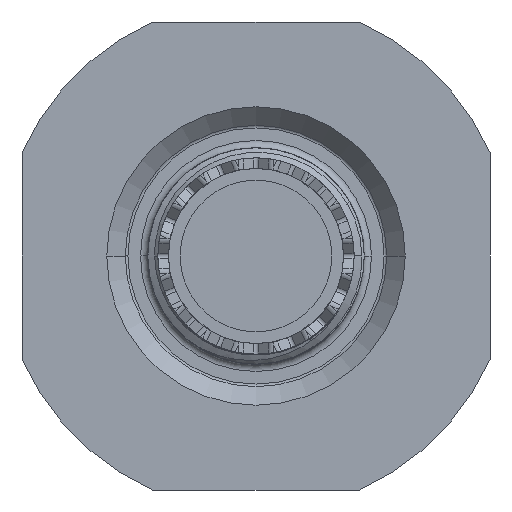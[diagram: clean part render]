
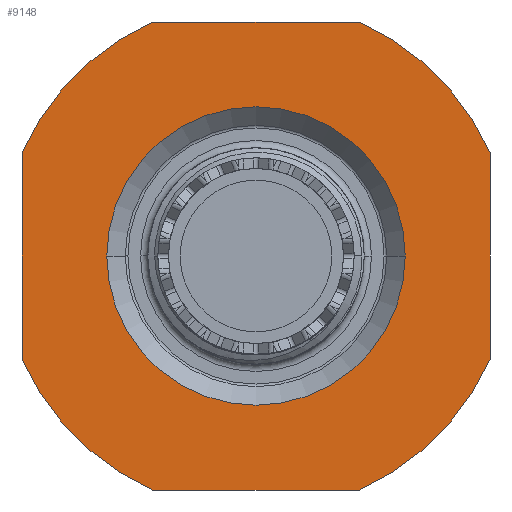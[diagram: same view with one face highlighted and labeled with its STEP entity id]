
A CAD part, front view. The second image highlights one B-rep face of the part: STEP entity #9148.
In plain terms, the highlighted planar face has unit normal (0, -1, 0).
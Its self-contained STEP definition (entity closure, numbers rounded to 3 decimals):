
#2259=CARTESIAN_POINT('',(0.,-25.7,0.));
#2260=DIRECTION('',(0.,-1.,0.));
#2261=DIRECTION('',(-1.,0.,0.));
#2262=AXIS2_PLACEMENT_3D('',#2259,#2260,#2261);
#2264=CARTESIAN_POINT('',(0.,-25.7,0.));
#2265=DIRECTION('',(0.,1.,0.));
#2266=DIRECTION('',(-1.,0.,0.));
#2267=AXIS2_PLACEMENT_3D('',#2264,#2265,#2266);
#2269=DIRECTION('',(0.,0.,-1.));
#2270=VECTOR('',#2269,14.22);
#2271=CARTESIAN_POINT('',(-16.1,-25.7,7.11));
#2272=LINE('',#2271,#2270);
#2273=DIRECTION('',(-1.,0.,0.));
#2274=VECTOR('',#2273,14.22);
#2275=CARTESIAN_POINT('',(7.11,-25.7,16.1));
#2276=LINE('',#2275,#2274);
#2277=DIRECTION('',(0.,0.,1.));
#2278=VECTOR('',#2277,14.22);
#2279=CARTESIAN_POINT('',(16.1,-25.7,-7.11));
#2280=LINE('',#2279,#2278);
#2281=DIRECTION('',(1.,0.,0.));
#2282=VECTOR('',#2281,14.22);
#2283=CARTESIAN_POINT('',(-7.11,-25.7,-16.1));
#2284=LINE('',#2283,#2282);
#2289=CARTESIAN_POINT('',(0.,-25.7,0.));
#2290=DIRECTION('',(0.,-1.,0.));
#2291=DIRECTION('',(-0.915,0.,-0.404));
#2292=AXIS2_PLACEMENT_3D('',#2289,#2290,#2291);
#2302=CARTESIAN_POINT('',(0.,-25.7,0.));
#2303=DIRECTION('',(0.,-1.,0.));
#2304=DIRECTION('',(0.404,0.,-0.915));
#2305=AXIS2_PLACEMENT_3D('',#2302,#2303,#2304);
#5758=CARTESIAN_POINT('',(0.,-25.7,0.));
#5759=DIRECTION('',(0.,1.,0.));
#5760=DIRECTION('',(-0.915,0.,0.404));
#5761=AXIS2_PLACEMENT_3D('',#5758,#5759,#5760);
#5767=CARTESIAN_POINT('',(0.,-25.7,0.));
#5768=DIRECTION('',(0.,1.,0.));
#5769=DIRECTION('',(0.404,0.,0.915));
#5770=AXIS2_PLACEMENT_3D('',#5767,#5768,#5769);
#6163=CARTESIAN_POINT('',(-10.265,-25.7,0.));
#6164=CARTESIAN_POINT('',(10.265,-25.7,0.));
#6165=VERTEX_POINT('',#6163);
#6166=VERTEX_POINT('',#6164);
#6600=CARTESIAN_POINT('',(-16.1,-25.7,7.11));
#6601=CARTESIAN_POINT('',(-16.1,-25.7,-7.11));
#6602=VERTEX_POINT('',#6600);
#6603=VERTEX_POINT('',#6601);
#6604=CARTESIAN_POINT('',(-7.11,-25.7,-16.1));
#6605=CARTESIAN_POINT('',(7.11,-25.7,-16.1));
#6606=VERTEX_POINT('',#6604);
#6607=VERTEX_POINT('',#6605);
#6608=CARTESIAN_POINT('',(16.1,-25.7,-7.11));
#6609=CARTESIAN_POINT('',(16.1,-25.7,7.11));
#6610=VERTEX_POINT('',#6608);
#6611=VERTEX_POINT('',#6609);
#6612=CARTESIAN_POINT('',(7.11,-25.7,16.1));
#6613=CARTESIAN_POINT('',(-7.11,-25.7,16.1));
#6614=VERTEX_POINT('',#6612);
#6615=VERTEX_POINT('',#6613);
#9121=CARTESIAN_POINT('',(0.,-25.7,0.));
#9122=DIRECTION('',(0.,1.,0.));
#9123=DIRECTION('',(-1.,0.,0.));
#9124=AXIS2_PLACEMENT_3D('',#9121,#9122,#9123);
#9125=PLANE('',#9124);
#9127=ORIENTED_EDGE('',*,*,#9126,.F.);
#9129=ORIENTED_EDGE('',*,*,#9128,.T.);
#9131=ORIENTED_EDGE('',*,*,#9130,.F.);
#9133=ORIENTED_EDGE('',*,*,#9132,.T.);
#9135=ORIENTED_EDGE('',*,*,#9134,.F.);
#9137=ORIENTED_EDGE('',*,*,#9136,.F.);
#9139=ORIENTED_EDGE('',*,*,#9138,.F.);
#9141=ORIENTED_EDGE('',*,*,#9140,.F.);
#9142=EDGE_LOOP('',(#9127,#9129,#9131,#9133,#9135,#9137,#9139,#9141));
#9143=FACE_OUTER_BOUND('',#9142,.F.);
#9144=ORIENTED_EDGE('',*,*,#9088,.T.);
#9145=ORIENTED_EDGE('',*,*,#9103,.F.);
#9146=EDGE_LOOP('',(#9144,#9145));
#9147=FACE_BOUND('',#9146,.F.);
#9148=ADVANCED_FACE('',(#9143,#9147),#9125,.F.);
#2263=CIRCLE('',#2262,10.265);
#2268=CIRCLE('',#2267,10.265);
#2293=CIRCLE('',#2292,17.6);
#2306=CIRCLE('',#2305,17.6);
#5762=CIRCLE('',#5761,17.6);
#5771=CIRCLE('',#5770,17.6);
#9088=EDGE_CURVE('',#6165,#6166,#2263,.T.);
#9103=EDGE_CURVE('',#6165,#6166,#2268,.T.);
#9126=EDGE_CURVE('',#6602,#6603,#2272,.T.);
#9128=EDGE_CURVE('',#6602,#6615,#5762,.T.);
#9130=EDGE_CURVE('',#6614,#6615,#2276,.T.);
#9132=EDGE_CURVE('',#6614,#6611,#5771,.T.);
#9134=EDGE_CURVE('',#6610,#6611,#2280,.T.);
#9136=EDGE_CURVE('',#6607,#6610,#2306,.T.);
#9138=EDGE_CURVE('',#6606,#6607,#2284,.T.);
#9140=EDGE_CURVE('',#6603,#6606,#2293,.T.);
